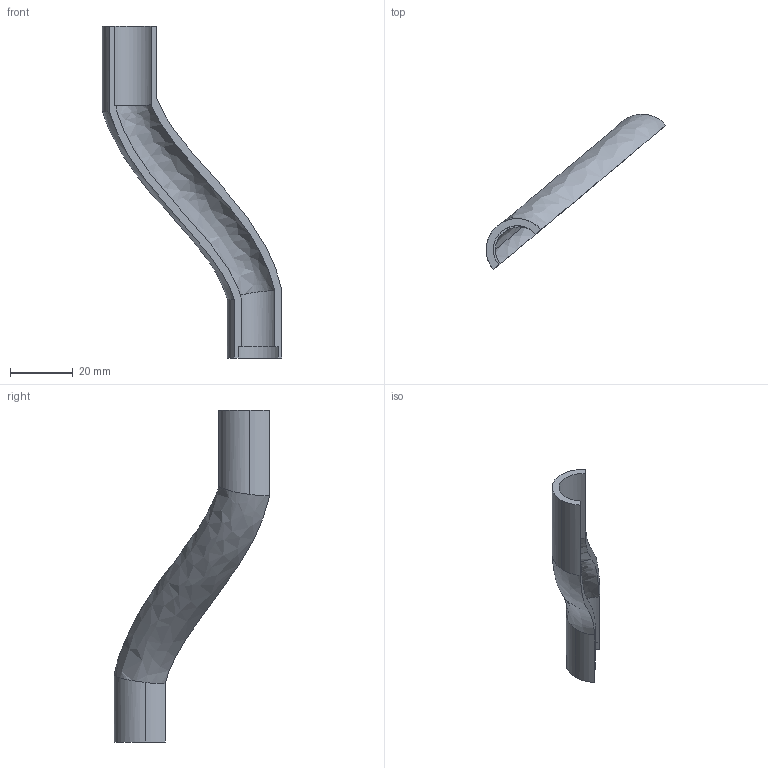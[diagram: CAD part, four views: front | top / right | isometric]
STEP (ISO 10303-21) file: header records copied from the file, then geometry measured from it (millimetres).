
FILE_DESCRIPTION (( 'STEP AP214' ), '1' );
FILE_NAME ('Funnel Adapter_rightside.STEP', '2023-05-11T19:20:22', ( '' ), ( '' ), 'SwSTEP 2.0', 'SolidWorks 2022', '' );
FILE_SCHEMA (( 'AUTOMOTIVE_DESIGN' ));
Length unit declared in the file: inch
Products named in the file (1): Funnel Adapter_rightside
Bounding box: 57.28 x 49.66 x 105.87 mm (x, y, z)
Volume: 9190.8 mm3; surface area: 7584.1 mm2
Topology: 1 solids, 1 shells, 20 faces, 55 edges, 37 vertices
Faces by surface type: cylinder 11, plane 6, bspline 3
Entity records: 2236 total; most frequent: CARTESIAN_POINT 1720, ORIENTED_EDGE 110, DIRECTION 87, EDGE_CURVE 55, VERTEX_POINT 37, AXIS2_PLACEMENT_3D 32, LINE 23, VECTOR 23
